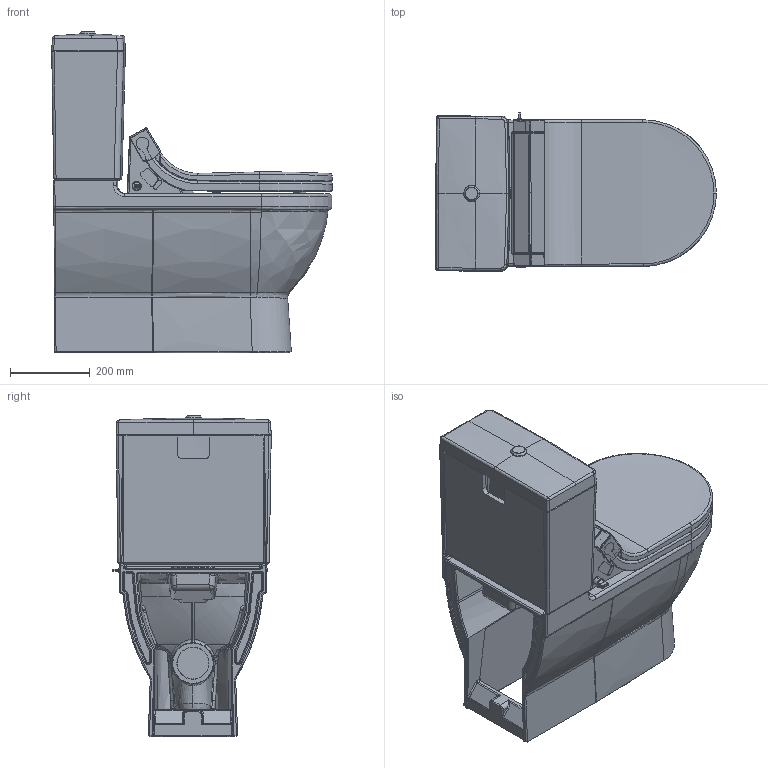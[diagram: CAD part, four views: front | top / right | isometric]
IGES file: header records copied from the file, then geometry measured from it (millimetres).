
Global section: file name: No Iges File Name specified; native system: Autodesk Inventor 2011; preprocessor: AutoDesk Inventor Iges Exporter R2011; author: Administrator; date: 20110608.154521; units: millimetre
Bounding box: 705.83 x 398.64 x 808.74 mm (x, y, z)
Volume: 35826291.6 mm3; surface area: 3748844.3 mm2
Topology: 23 solids, 23 shells, 1453 faces, 3544 edges, 2109 vertices
Faces by surface type: bspline 816, plane 258, cylinder 187, revolution 119, torus 34, sphere 23, cone 16
